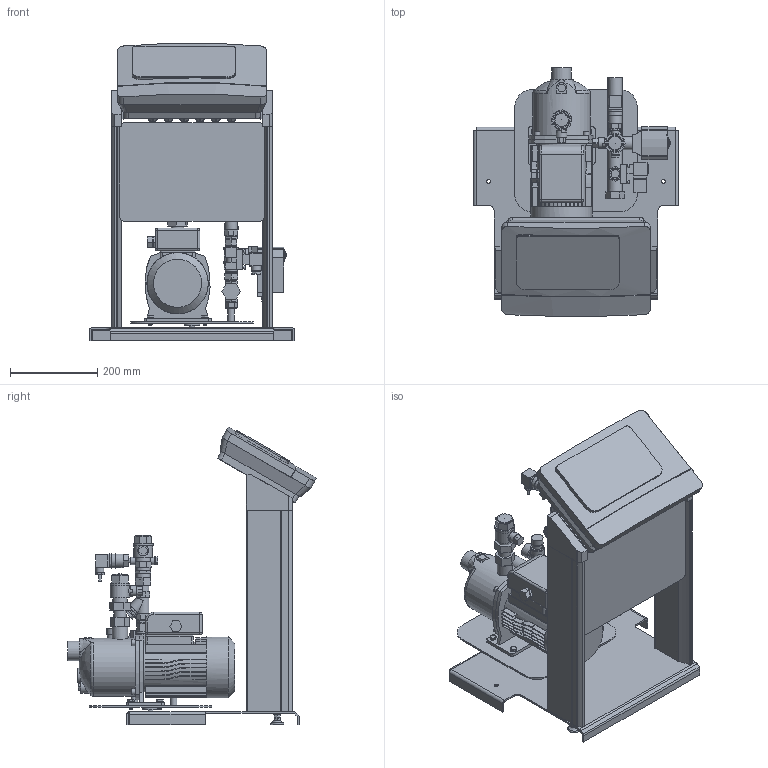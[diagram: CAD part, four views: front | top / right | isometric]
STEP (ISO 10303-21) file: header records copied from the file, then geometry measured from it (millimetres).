
FILE_DESCRIPTION(/* description */ (''),/* implementation_level */ '2;1');
FILE_NAME(/* name */ '3d_VariomatVS1-8910100.stp',/* time_stamp */ '2015-12-08T10:30:07+01:00',/* author */ ('Andrzej'),/* organization */ (''),/* preprocessor_version */ 'ST-DEVELOPER v15.5',/* originating_system */ 'AutoCAD Mechanical',/* authorisation */ '');
FILE_SCHEMA (('AUTOMOTIVE_DESIGN { 1 0 10303 214 3 1 1 }'));
Products named in the file (1): Product
Bounding box: 470 x 569.42 x 680.62 mm (x, y, z)
Volume: 16255219.8 mm3; surface area: 1991873.6 mm2
Topology: 59 solids, 59 shells, 1998 faces, 4862 edges, 3182 vertices
Faces by surface type: plane 1460, cylinder 440, cone 44, torus 35, bspline 10, sphere 9
Full cylindrical faces by diameter (mm): 5 x6, 6 x5, 6.2 x2, 8 x10, 8.4 x2, 8.5 x2, 9 x16, 10 x5, 10.5 x8, 10.8 x1, 11.63 x4, 12 x2, 13 x4, 15 x5, 16 x15, 17 x10, 17.5 x8, 18.5 x1, 18.8 x2, 19 x10, 20 x9, 20.6 x6, 20.9 x1, 21.6 x2, 22.8 x1, 23 x3, 23.2 x1, 23.6 x2, 24 x1, 24.5 x3
Entity records: 59139 total; most frequent: CARTESIAN_POINT 12809, DIRECTION 9425, ORIENTED_EDGE 9136, EDGE_CURVE 4567, LINE 3287, VECTOR 3287, VERTEX_POINT 3121, AXIS2_PLACEMENT_3D 3069
